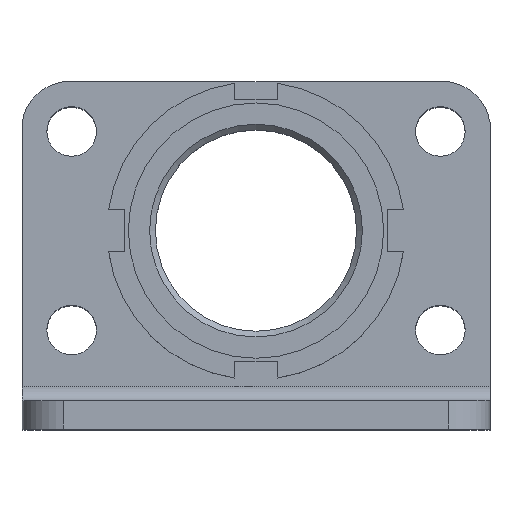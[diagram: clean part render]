
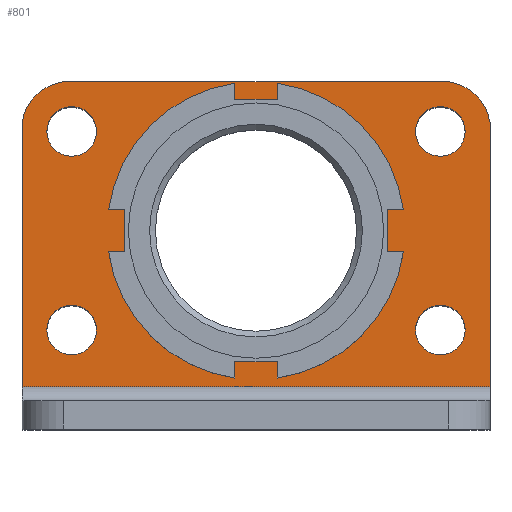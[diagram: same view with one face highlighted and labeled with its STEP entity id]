
A CAD part, top view. The second image highlights one B-rep face of the part: STEP entity #801.
In plain terms, the highlighted face is planar.
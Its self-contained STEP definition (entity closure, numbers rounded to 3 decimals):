
#67=CIRCLE('',#885,3.5);
#68=CIRCLE('',#886,3.5);
#69=CIRCLE('',#887,3.5);
#70=CIRCLE('',#888,3.5);
#71=CIRCLE('',#889,15.05);
#72=CIRCLE('',#890,7.);
#73=CIRCLE('',#891,7.);
#125=ORIENTED_EDGE('',*,*,#335,.F.);
#126=ORIENTED_EDGE('',*,*,#336,.F.);
#127=ORIENTED_EDGE('',*,*,#337,.F.);
#128=ORIENTED_EDGE('',*,*,#338,.F.);
#129=ORIENTED_EDGE('',*,*,#339,.F.);
#130=ORIENTED_EDGE('',*,*,#340,.F.);
#131=ORIENTED_EDGE('',*,*,#341,.T.);
#132=ORIENTED_EDGE('',*,*,#314,.F.);
#133=ORIENTED_EDGE('',*,*,#342,.T.);
#134=ORIENTED_EDGE('',*,*,#323,.T.);
#135=ORIENTED_EDGE('',*,*,#343,.T.);
#314=EDGE_CURVE('',#420,#421,#497,.T.);
#323=EDGE_CURVE('',#430,#429,#504,.T.);
#335=EDGE_CURVE('',#439,#439,#67,.F.);
#336=EDGE_CURVE('',#440,#440,#68,.F.);
#337=EDGE_CURVE('',#441,#441,#69,.F.);
#338=EDGE_CURVE('',#442,#442,#70,.F.);
#339=EDGE_CURVE('',#443,#443,#71,.F.);
#340=EDGE_CURVE('',#444,#445,#508,.T.);
#341=EDGE_CURVE('',#444,#421,#72,.F.);
#342=EDGE_CURVE('',#420,#430,#509,.T.);
#343=EDGE_CURVE('',#429,#445,#73,.F.);
#420=VERTEX_POINT('',#1219);
#421=VERTEX_POINT('',#1221);
#429=VERTEX_POINT('',#1238);
#430=VERTEX_POINT('',#1240);
#439=VERTEX_POINT('',#1263);
#440=VERTEX_POINT('',#1265);
#441=VERTEX_POINT('',#1267);
#442=VERTEX_POINT('',#1269);
#443=VERTEX_POINT('',#1271);
#444=VERTEX_POINT('',#1273);
#445=VERTEX_POINT('',#1274);
#497=LINE('',#1220,#561);
#504=LINE('',#1239,#568);
#508=LINE('',#1272,#572);
#509=LINE('',#1276,#573);
#561=VECTOR('',#970,1000.);
#568=VECTOR('',#983,1000.);
#572=VECTOR('',#1017,1000.);
#573=VECTOR('',#1020,1000.);
#630=EDGE_LOOP('',(#125));
#631=EDGE_LOOP('',(#126));
#632=EDGE_LOOP('',(#127));
#633=EDGE_LOOP('',(#128));
#634=EDGE_LOOP('',(#129));
#635=EDGE_LOOP('',(#130,#131,#132,#133,#134,#135));
#706=FACE_BOUND('',#630,.T.);
#707=FACE_BOUND('',#631,.T.);
#708=FACE_BOUND('',#632,.T.);
#709=FACE_BOUND('',#633,.T.);
#710=FACE_BOUND('',#634,.T.);
#711=FACE_BOUND('',#635,.T.);
#777=PLANE('',#884);
#801=ADVANCED_FACE('',(#706,#707,#708,#709,#710,#711),#777,.F.);
#884=AXIS2_PLACEMENT_3D('',#1261,#1005,#1006);
#885=AXIS2_PLACEMENT_3D('',#1262,#1007,#1008);
#886=AXIS2_PLACEMENT_3D('',#1264,#1009,#1010);
#887=AXIS2_PLACEMENT_3D('',#1266,#1011,#1012);
#888=AXIS2_PLACEMENT_3D('',#1268,#1013,#1014);
#889=AXIS2_PLACEMENT_3D('',#1270,#1015,#1016);
#890=AXIS2_PLACEMENT_3D('',#1275,#1018,#1019);
#891=AXIS2_PLACEMENT_3D('',#1277,#1021,#1022);
#970=DIRECTION('',(0.,1.,0.));
#983=DIRECTION('',(0.,1.,0.));
#1005=DIRECTION('',(-1.,0.,0.));
#1006=DIRECTION('',(0.,0.,1.));
#1007=DIRECTION('',(-1.,0.,0.));
#1008=DIRECTION('',(0.,0.,1.));
#1009=DIRECTION('',(-1.,0.,0.));
#1010=DIRECTION('',(0.,0.,1.));
#1011=DIRECTION('',(-1.,0.,0.));
#1012=DIRECTION('',(0.,0.,1.));
#1013=DIRECTION('',(-1.,0.,0.));
#1014=DIRECTION('',(0.,0.,1.));
#1015=DIRECTION('',(-1.,0.,0.));
#1016=DIRECTION('',(0.,0.,1.));
#1017=DIRECTION('',(0.,0.,-1.));
#1018=DIRECTION('',(-1.,0.,0.));
#1019=DIRECTION('',(0.,0.,1.));
#1020=DIRECTION('',(0.,0.,-1.));
#1021=DIRECTION('',(-1.,0.,0.));
#1022=DIRECTION('',(0.,0.,1.));
#1219=CARTESIAN_POINT('',(4.,6.,33.));
#1220=CARTESIAN_POINT('',(4.,6.,33.));
#1221=CARTESIAN_POINT('',(4.,43.279,33.));
#1238=CARTESIAN_POINT('',(4.,43.279,-33.));
#1239=CARTESIAN_POINT('',(4.,6.,-33.));
#1240=CARTESIAN_POINT('',(4.,6.,-33.));
#1261=CARTESIAN_POINT('',(4.,6.,33.));
#1262=CARTESIAN_POINT('',(4.,42.,26.));
#1263=CARTESIAN_POINT('',(4.,42.,29.5));
#1264=CARTESIAN_POINT('',(4.,14.,-26.));
#1265=CARTESIAN_POINT('',(4.,14.,-22.5));
#1266=CARTESIAN_POINT('',(4.,14.,26.));
#1267=CARTESIAN_POINT('',(4.,14.,29.5));
#1268=CARTESIAN_POINT('',(4.,42.,-26.));
#1269=CARTESIAN_POINT('',(4.,42.,-22.5));
#1270=CARTESIAN_POINT('',(4.,28.,0.));
#1271=CARTESIAN_POINT('',(4.,28.,15.05));
#1272=CARTESIAN_POINT('',(4.,49.,33.));
#1273=CARTESIAN_POINT('',(4.,49.,27.279));
#1274=CARTESIAN_POINT('',(4.,49.,-27.279));
#1275=CARTESIAN_POINT('',(4.,42.1,26.1));
#1276=CARTESIAN_POINT('',(4.,6.,33.));
#1277=CARTESIAN_POINT('',(4.,42.1,-26.1));
